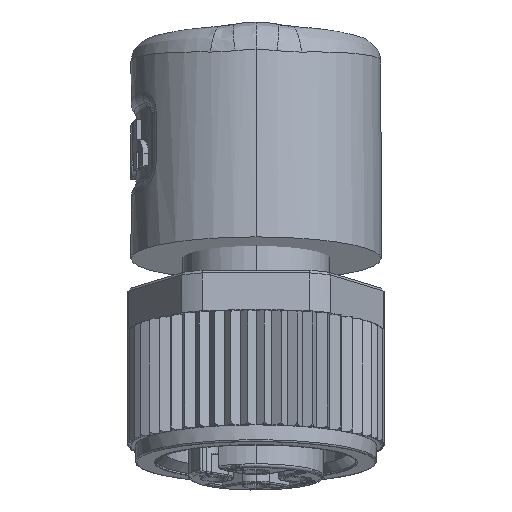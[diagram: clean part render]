
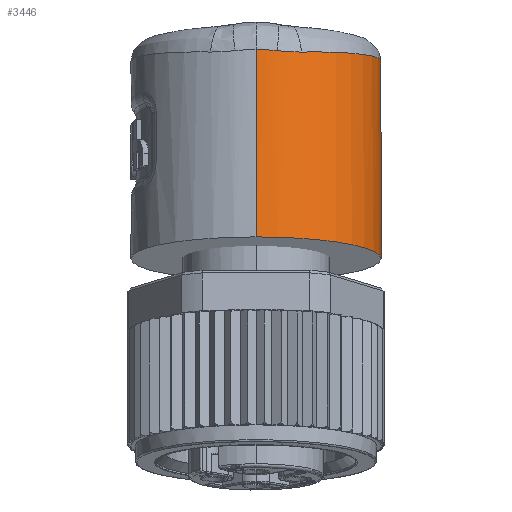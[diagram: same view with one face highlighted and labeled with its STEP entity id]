
A CAD part, front view. The second image highlights one B-rep face of the part: STEP entity #3446.
In plain terms, the highlighted cylindrical face has radius 7.5 mm (diameter 15 mm), a partial arc.
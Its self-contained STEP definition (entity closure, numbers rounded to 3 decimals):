
#3446=ADVANCED_FACE('',(#6910),#6911,.T.);
#6910=FACE_OUTER_BOUND('',#22457,.T.);
#6911=CYLINDRICAL_SURFACE('',#22458,7.5);
#22457=EDGE_LOOP('',(#33799,#33800,#33801,#33802,#33803,#33804,#33805,#33806,#33807,#33808,#33809));
#22458=AXIS2_PLACEMENT_3D('',#33810,#33811,#33812);
#33799=ORIENTED_EDGE('',*,*,#37923,.F.);
#33800=ORIENTED_EDGE('',*,*,#37927,.F.);
#33801=ORIENTED_EDGE('',*,*,#38064,.F.);
#33802=ORIENTED_EDGE('',*,*,#38065,.F.);
#33803=ORIENTED_EDGE('',*,*,#38066,.F.);
#33804=ORIENTED_EDGE('',*,*,#37929,.F.);
#33805=ORIENTED_EDGE('',*,*,#37919,.F.);
#33806=ORIENTED_EDGE('',*,*,#38067,.F.);
#33807=ORIENTED_EDGE('',*,*,#37974,.T.);
#33808=ORIENTED_EDGE('',*,*,#38068,.T.);
#33809=ORIENTED_EDGE('',*,*,#37916,.F.);
#33810=CARTESIAN_POINT('',(0.0,6.646,-7.682));
#33811=DIRECTION('',(0.0,-0.174,-0.985));
#33812=DIRECTION('',(0.0,-0.985,0.174));
#37916=EDGE_CURVE('',#43540,#43536,#43542,.T.);
#37919=EDGE_CURVE('',#43544,#43546,#43547,.T.);
#37923=EDGE_CURVE('',#43550,#43540,#43552,.T.);
#37927=EDGE_CURVE('',#43556,#43550,#43558,.T.);
#37929=EDGE_CURVE('',#43546,#43560,#43561,.T.);
#37974=EDGE_CURVE('',#43621,#43620,#43623,.T.);
#38064=EDGE_CURVE('',#43749,#43556,#43750,.T.);
#38065=EDGE_CURVE('',#43751,#43749,#43752,.T.);
#38066=EDGE_CURVE('',#43560,#43751,#43753,.T.);
#38067=EDGE_CURVE('',#43621,#43544,#43754,.T.);
#38068=EDGE_CURVE('',#43620,#43536,#43755,.T.);
#43536=VERTEX_POINT('',#54989);
#43540=VERTEX_POINT('',#55017);
#43542=B_SPLINE_CURVE_WITH_KNOTS('',3,(#55023,#55024,#55025,#55026,#55027,#55028,#55029,#55030,#55031,#55032,#55033,#55034,#55035,#55036,#55037,#55038,#55039,#55040,#55041,#55042,#55043,#55044),.UNSPECIFIED.,.F.,.F.,(4,1,1,1,1,1,1,1,1,1,1,1,1,1,1,1,1,1,1,4),(0.0,0.053,0.105,0.158,0.211,0.263,0.316,0.368,0.421,0.474,0.526,0.579,0.632,0.684,0.737,0.789,0.842,0.895,0.947,1.0),.UNSPECIFIED.);
#43544=VERTEX_POINT('',#55046);
#43546=VERTEX_POINT('',#55054);
#43547=B_SPLINE_CURVE_WITH_KNOTS('',3,(#55055,#55056,#55057,#55058,#55059,#55060,#55061,#55062),.UNSPECIFIED.,.F.,.F.,(4,1,1,1,1,4),(0.0,0.203,0.406,0.606,0.804,1.0),.UNSPECIFIED.);
#43550=VERTEX_POINT('',#55071);
#43552=B_SPLINE_CURVE_WITH_KNOTS('',3,(#55076,#55077,#55078,#55079,#55080,#55081),.UNSPECIFIED.,.F.,.F.,(4,1,1,4),(0.0,0.333,0.667,1.0),.UNSPECIFIED.);
#43556=VERTEX_POINT('',#55090);
#43558=B_SPLINE_CURVE_WITH_KNOTS('',3,(#55095,#55096,#55097,#55098,#55099,#55100),.UNSPECIFIED.,.F.,.F.,(4,1,1,4),(0.0,0.333,0.667,1.0),.UNSPECIFIED.);
#43560=VERTEX_POINT('',#55102);
#43561=B_SPLINE_CURVE_WITH_KNOTS('',3,(#55103,#55104,#55105,#55106,#55107,#55108),.UNSPECIFIED.,.F.,.F.,(4,1,1,4),(0.0,0.333,0.667,1.0),.UNSPECIFIED.);
#43620=VERTEX_POINT('',#55297);
#43621=VERTEX_POINT('',#55298);
#43623=CIRCLE('',#55300,7.5);
#43749=VERTEX_POINT('',#56011);
#43750=B_SPLINE_CURVE_WITH_KNOTS('',3,(#56012,#56013,#56014,#56015,#56016,#56017),.UNSPECIFIED.,.F.,.F.,(4,1,1,4),(0.0,0.333,0.667,1.0),.UNSPECIFIED.);
#43751=VERTEX_POINT('',#56018);
#43752=B_SPLINE_CURVE_WITH_KNOTS('',3,(#56019,#56020,#56021,#56022,#56023,#56024),.UNSPECIFIED.,.F.,.F.,(4,1,1,4),(0.0,0.333,0.667,1.0),.UNSPECIFIED.);
#43753=B_SPLINE_CURVE_WITH_KNOTS('',3,(#56025,#56026,#56027,#56028,#56029,#56030,#56031,#56032,#56033,#56034,#56035,#56036,#56037,#56038,#56039),.UNSPECIFIED.,.F.,.F.,(4,1,1,1,1,1,1,1,1,1,1,1,4),(0.0,0.083,0.167,0.25,0.333,0.417,0.5,0.583,0.667,0.75,0.833,0.917,1.0),.UNSPECIFIED.);
#43754=LINE('',#56040,#56041);
#43755=LINE('',#56042,#56043);
#54989=CARTESIAN_POINT('',(0.,14.348,-7.187));
#55017=CARTESIAN_POINT('',(6.536,11.568,-0.949));
#55023=CARTESIAN_POINT('',(6.536,11.568,-0.949));
#55024=CARTESIAN_POINT('',(6.52,11.574,-1.077));
#55025=CARTESIAN_POINT('',(6.481,11.598,-1.342));
#55026=CARTESIAN_POINT('',(6.394,11.67,-1.769));
#55027=CARTESIAN_POINT('',(6.273,11.784,-2.227));
#55028=CARTESIAN_POINT('',(6.109,11.942,-2.719));
#55029=CARTESIAN_POINT('',(5.893,12.145,-3.24));
#55030=CARTESIAN_POINT('',(5.622,12.382,-3.772));
#55031=CARTESIAN_POINT('',(5.296,12.642,-4.298));
#55032=CARTESIAN_POINT('',(4.928,12.904,-4.791));
#55033=CARTESIAN_POINT('',(4.528,13.155,-5.239));
#55034=CARTESIAN_POINT('',(4.105,13.387,-5.637));
#55035=CARTESIAN_POINT('',(3.667,13.595,-5.984));
#55036=CARTESIAN_POINT('',(3.219,13.777,-6.282));
#55037=CARTESIAN_POINT('',(2.764,13.934,-6.534));
#55038=CARTESIAN_POINT('',(2.305,14.064,-6.741));
#55039=CARTESIAN_POINT('',(1.844,14.169,-6.907));
#55040=CARTESIAN_POINT('',(1.381,14.25,-7.034));
#55041=CARTESIAN_POINT('',(0.918,14.307,-7.123));
#55042=CARTESIAN_POINT('',(0.457,14.341,-7.175));
#55043=CARTESIAN_POINT('',(0.152,14.348,-7.187));
#55044=CARTESIAN_POINT('',(0.,14.348,-7.187));
#55046=CARTESIAN_POINT('',(0.,1.239,4.847));
#55054=CARTESIAN_POINT('',(1.266,1.337,4.784));
#55055=CARTESIAN_POINT('',(0.,1.239,4.847));
#55056=CARTESIAN_POINT('',(0.086,1.239,4.847));
#55057=CARTESIAN_POINT('',(0.259,1.242,4.846));
#55058=CARTESIAN_POINT('',(0.516,1.254,4.839));
#55059=CARTESIAN_POINT('',(0.769,1.274,4.828));
#55060=CARTESIAN_POINT('',(1.019,1.302,4.81));
#55061=CARTESIAN_POINT('',(1.184,1.325,4.794));
#55062=CARTESIAN_POINT('',(1.266,1.337,4.784));
#55071=CARTESIAN_POINT('',(6.569,11.604,-0.401));
#55076=CARTESIAN_POINT('',(6.569,11.604,-0.401));
#55077=CARTESIAN_POINT('',(6.569,11.594,-0.458));
#55078=CARTESIAN_POINT('',(6.568,11.576,-0.576));
#55079=CARTESIAN_POINT('',(6.557,11.563,-0.758));
#55080=CARTESIAN_POINT('',(6.544,11.565,-0.885));
#55081=CARTESIAN_POINT('',(6.536,11.568,-0.949));
#55090=CARTESIAN_POINT('',(6.561,11.795,0.599));
#55095=CARTESIAN_POINT('',(6.561,11.795,0.599));
#55096=CARTESIAN_POINT('',(6.562,11.774,0.488));
#55097=CARTESIAN_POINT('',(6.564,11.732,0.266));
#55098=CARTESIAN_POINT('',(6.567,11.667,-0.067));
#55099=CARTESIAN_POINT('',(6.568,11.625,-0.29));
#55100=CARTESIAN_POINT('',(6.569,11.604,-0.401));
#55102=CARTESIAN_POINT('',(2.72,1.732,4.701));
#55103=CARTESIAN_POINT('',(1.266,1.337,4.784));
#55104=CARTESIAN_POINT('',(1.44,1.364,4.765));
#55105=CARTESIAN_POINT('',(1.781,1.43,4.731));
#55106=CARTESIAN_POINT('',(2.267,1.564,4.702));
#55107=CARTESIAN_POINT('',(2.572,1.673,4.699));
#55108=CARTESIAN_POINT('',(2.72,1.732,4.701));
#55297=CARTESIAN_POINT('',(0.,14.032,-8.984));
#55298=CARTESIAN_POINT('',(0.0,-0.741,-6.379));
#55300=AXIS2_PLACEMENT_3D('',#61934,#61935,#61936);
#56011=CARTESIAN_POINT('',(6.507,12.012,1.274));
#56012=CARTESIAN_POINT('',(6.507,12.012,1.274));
#56013=CARTESIAN_POINT('',(6.519,11.977,1.194));
#56014=CARTESIAN_POINT('',(6.539,11.913,1.038));
#56015=CARTESIAN_POINT('',(6.556,11.841,0.812));
#56016=CARTESIAN_POINT('',(6.561,11.808,0.669));
#56017=CARTESIAN_POINT('',(6.561,11.795,0.599));
#56018=CARTESIAN_POINT('',(5.818,13.425,3.511));
#56019=CARTESIAN_POINT('',(5.818,13.425,3.511));
#56020=CARTESIAN_POINT('',(5.945,13.22,3.248));
#56021=CARTESIAN_POINT('',(6.158,12.838,2.731));
#56022=CARTESIAN_POINT('',(6.378,12.363,1.986));
#56023=CARTESIAN_POINT('',(6.471,12.117,1.509));
#56024=CARTESIAN_POINT('',(6.507,12.012,1.274));
#56025=CARTESIAN_POINT('',(2.72,1.732,4.701));
#56026=CARTESIAN_POINT('',(3.086,1.877,4.707));
#56027=CARTESIAN_POINT('',(3.796,2.226,4.71));
#56028=CARTESIAN_POINT('',(4.763,2.904,4.689));
#56029=CARTESIAN_POINT('',(5.613,3.722,4.644));
#56030=CARTESIAN_POINT('',(6.321,4.651,4.577));
#56031=CARTESIAN_POINT('',(6.89,5.702,4.488));
#56032=CARTESIAN_POINT('',(7.282,6.819,4.381));
#56033=CARTESIAN_POINT('',(7.492,7.984,4.257));
#56034=CARTESIAN_POINT('',(7.52,9.138,4.124));
#56035=CARTESIAN_POINT('',(7.361,10.32,3.976));
#56036=CARTESIAN_POINT('',(7.019,11.445,3.823));
#56037=CARTESIAN_POINT('',(6.508,12.494,3.667));
#56038=CARTESIAN_POINT('',(6.063,13.128,3.563));
#56039=CARTESIAN_POINT('',(5.818,13.425,3.511));
#56040=CARTESIAN_POINT('',(0.0,-0.741,-6.379));
#56041=VECTOR('',#61956,11.4);
#56042=CARTESIAN_POINT('',(0.,14.032,-8.984));
#56043=VECTOR('',#61957,1.825);
#61934=CARTESIAN_POINT('',(0.0,6.646,-7.682));
#61935=DIRECTION('',(0.0,0.174,0.985));
#61936=DIRECTION('',(0.0,-0.985,0.174));
#61956=DIRECTION('',(0.,0.174,0.985));
#61957=DIRECTION('',(0.,0.174,0.985));
